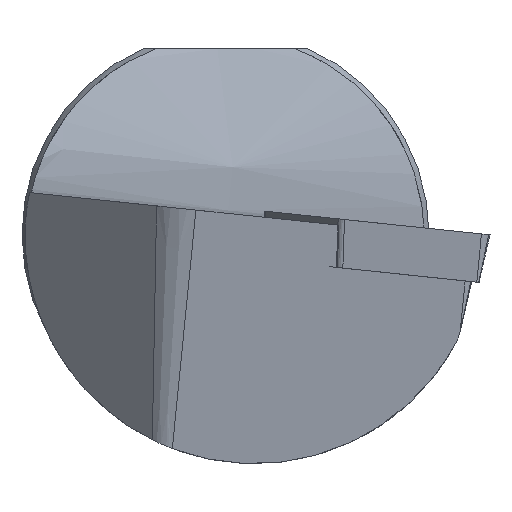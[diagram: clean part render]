
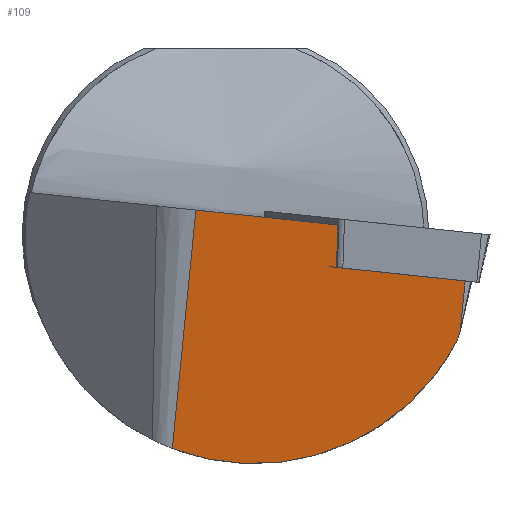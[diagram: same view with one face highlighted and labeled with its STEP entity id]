
A CAD part, left-side view. The second image highlights one B-rep face of the part: STEP entity #109.
In plain terms, the highlighted planar face has unit normal (-0.991, 0.064, -0.116).
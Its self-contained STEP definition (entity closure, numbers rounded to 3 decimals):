
#109=ADVANCED_FACE('',(#163),#145,.T.);
#145=PLANE('',#675);
#163=FACE_OUTER_BOUND('',#198,.T.);
#198=EDGE_LOOP('',(#244,#245,#246,#247,#248,#249,#250));
#235=ELLIPSE('',#674,11.35,11.25);
#244=ORIENTED_EDGE('',*,*,#489,.F.);
#245=ORIENTED_EDGE('',*,*,#490,.F.);
#246=ORIENTED_EDGE('',*,*,#491,.T.);
#247=ORIENTED_EDGE('',*,*,#492,.T.);
#248=ORIENTED_EDGE('',*,*,#493,.F.);
#249=ORIENTED_EDGE('',*,*,#494,.F.);
#250=ORIENTED_EDGE('',*,*,#495,.F.);
#428=VERTEX_POINT('',#910);
#429=VERTEX_POINT('',#911);
#430=VERTEX_POINT('',#913);
#431=VERTEX_POINT('',#915);
#432=VERTEX_POINT('',#917);
#433=VERTEX_POINT('',#919);
#434=VERTEX_POINT('',#921);
#489=EDGE_CURVE('',#428,#429,#581,.T.);
#490=EDGE_CURVE('',#430,#428,#582,.T.);
#491=EDGE_CURVE('',#430,#431,#583,.T.);
#492=EDGE_CURVE('',#431,#432,#235,.T.);
#493=EDGE_CURVE('',#433,#432,#584,.T.);
#494=EDGE_CURVE('',#434,#433,#585,.T.);
#495=EDGE_CURVE('',#429,#434,#586,.T.);
#581=LINE('',#909,#627);
#582=LINE('',#912,#628);
#583=LINE('',#914,#629);
#584=LINE('',#918,#630);
#585=LINE('',#920,#631);
#586=LINE('',#922,#632);
#627=VECTOR('',#738,1.);
#628=VECTOR('',#739,1.);
#629=VECTOR('',#740,1.);
#630=VECTOR('',#743,1.);
#631=VECTOR('',#744,1.);
#632=VECTOR('',#745,1.);
#674=AXIS2_PLACEMENT_3D('',#916,#741,#742);
#675=AXIS2_PLACEMENT_3D('',#923,#746,#747);
#738=DIRECTION('',(0.118,0.034,-0.992));
#739=DIRECTION('',(-0.052,-0.993,-0.104));
#740=DIRECTION('',(0.122,0.097,-0.988));
#741=DIRECTION('',(-0.991,0.064,-0.116));
#742=DIRECTION('',(0.132,0.48,-0.867));
#743=DIRECTION('',(0.13,0.321,-0.938));
#744=DIRECTION('',(0.122,0.097,-0.988));
#745=DIRECTION('',(-0.052,-0.993,-0.104));
#746=DIRECTION('',(-0.991,0.064,-0.116));
#747=DIRECTION('',(-0.116,0.,0.993));
#909=CARTESIAN_POINT('',(0.515,-5.563,0.369));
#910=CARTESIAN_POINT('',(0.502,-5.566,0.475));
#911=CARTESIAN_POINT('',(0.75,-5.494,-1.608));
#912=CARTESIAN_POINT('',(0.167,-11.98,-0.199));
#913=CARTESIAN_POINT('',(0.87,1.457,1.214));
#914=CARTESIAN_POINT('',(0.833,1.428,1.512));
#915=CARTESIAN_POINT('',(2.314,2.614,-10.51));
#916=CARTESIAN_POINT('',(0.827,-1.4,0.));
#917=CARTESIAN_POINT('',(0.786,-11.388,-5.176));
#918=CARTESIAN_POINT('',(0.104,-13.07,-0.267));
#919=CARTESIAN_POINT('',(0.729,-11.53,-4.763));
#920=CARTESIAN_POINT('',(0.13,-12.01,0.1));
#921=CARTESIAN_POINT('',(0.422,-11.776,-2.269));
#922=CARTESIAN_POINT('',(0.422,-11.776,-2.269));
#923=CARTESIAN_POINT('',(0.13,-12.01,0.1));
